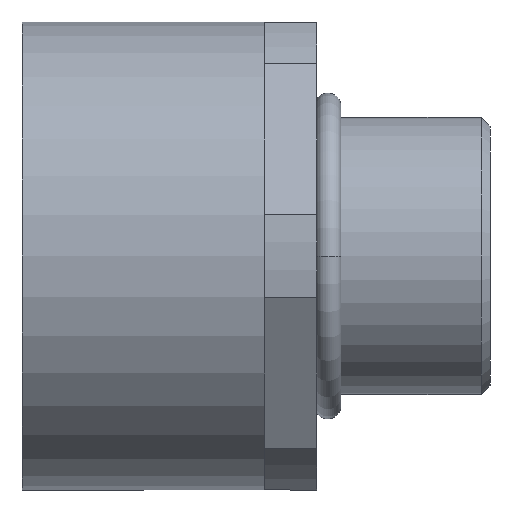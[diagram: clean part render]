
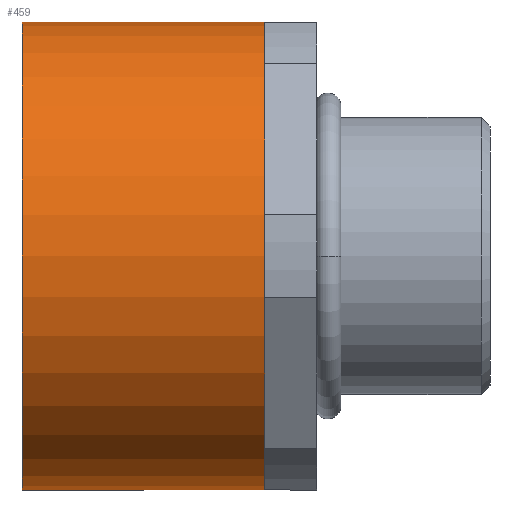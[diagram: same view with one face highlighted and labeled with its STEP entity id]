
A CAD part, left-side view. The second image highlights one B-rep face of the part: STEP entity #459.
In plain terms, the highlighted cylindrical face has radius 13.5 mm (diameter 27 mm), a partial arc.
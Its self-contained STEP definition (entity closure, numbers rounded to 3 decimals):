
#3 = EDGE_CURVE ( 'NONE', #115, #109, #811, .T. ) ;
#45 = VECTOR ( 'NONE', #1165, 1000. ) ;
#60 = AXIS2_PLACEMENT_3D ( 'NONE', #1120, #1121, #1122 ) ;
#74 = AXIS2_PLACEMENT_3D ( 'NONE', #1084, #1091, #1092 ) ;
#94 = AXIS2_PLACEMENT_3D ( 'NONE', #1033, #1040, #1041 ) ;
#109 = VERTEX_POINT ( 'NONE', #622 ) ;
#115 = VERTEX_POINT ( 'NONE', #628 ) ;
#116 = VERTEX_POINT ( 'NONE', #629 ) ;
#117 = VERTEX_POINT ( 'NONE', #630 ) ;
#132 = VERTEX_POINT ( 'NONE', #645 ) ;
#144 = VERTEX_POINT ( 'NONE', #657 ) ;
#184 = CIRCLE ( 'NONE', #60, 13.5 ) ;
#225 = EDGE_LOOP ( 'NONE', ( #321, #337, #263, #316, #264, #265 ) ) ;
#263 = ORIENTED_EDGE ( 'NONE', *, *, #700, .T. ) ;
#264 = ORIENTED_EDGE ( 'NONE', *, *, #741, .T. ) ;
#265 = ORIENTED_EDGE ( 'NONE', *, *, #487, .F. ) ;
#316 = ORIENTED_EDGE ( 'NONE', *, *, #727, .T. ) ;
#321 = ORIENTED_EDGE ( 'NONE', *, *, #3, .F. ) ;
#337 = ORIENTED_EDGE ( 'NONE', *, *, #717, .T. ) ;
#459 = ADVANCED_FACE ( 'NONE', ( #911 ), #912, .T. ) ;
#487 = EDGE_CURVE ( 'NONE', #109, #117, #598, .T. ) ;
#557 = CARTESIAN_POINT ( 'NONE',  ( 0., 10.909, 0. ) ) ;
#558 = DIRECTION ( 'NONE',  ( 0., 1., 0. ) ) ;
#559 = DIRECTION ( 'NONE',  ( 0., 0., 1. ) ) ;
#598 = CIRCLE ( 'NONE', #832, 13.5 ) ;
#613 = CIRCLE ( 'NONE', #94, 13.5 ) ;
#618 = CIRCLE ( 'NONE', #74, 13.5 ) ;
#622 = CARTESIAN_POINT ( 'NONE',  ( 0., 13., -13.5 ) ) ;
#628 = CARTESIAN_POINT ( 'NONE',  ( 0., -1., -13.5 ) ) ;
#629 = CARTESIAN_POINT ( 'NONE',  ( 0., -1., 13.5 ) ) ;
#630 = CARTESIAN_POINT ( 'NONE',  ( 0., 13., 13.5 ) ) ;
#645 = CARTESIAN_POINT ( 'NONE',  ( -11.691, -1., -6.75 ) ) ;
#657 = CARTESIAN_POINT ( 'NONE',  ( -11.691, -1., 6.75 ) ) ;
#700 = EDGE_CURVE ( 'NONE', #132, #144, #613, .T. ) ;
#717 = EDGE_CURVE ( 'NONE', #115, #132, #618, .T. ) ;
#727 = EDGE_CURVE ( 'NONE', #144, #116, #184, .T. ) ;
#741 = EDGE_CURVE ( 'NONE', #116, #117, #1163, .T. ) ;
#811 = LINE ( 'NONE', #812, #841 ) ;
#812 = CARTESIAN_POINT ( 'NONE',  ( 0., 10.909, -13.5 ) ) ;
#813 = DIRECTION ( 'NONE',  ( 0., 1., 0. ) ) ;
#832 = AXIS2_PLACEMENT_3D ( 'NONE', #958, #959, #960 ) ;
#841 = VECTOR ( 'NONE', #813, 1000. ) ;
#905 = AXIS2_PLACEMENT_3D ( 'NONE', #557, #558, #559 ) ;
#911 = FACE_OUTER_BOUND ( 'NONE', #225, .T. ) ;
#912 = CYLINDRICAL_SURFACE ( 'NONE', #905, 13.5 ) ;
#958 = CARTESIAN_POINT ( 'NONE',  ( 0., 13., 0. ) ) ;
#959 = DIRECTION ( 'NONE',  ( 0., 1., 0. ) ) ;
#960 = DIRECTION ( 'NONE',  ( 0., 0., 1. ) ) ;
#1033 = CARTESIAN_POINT ( 'NONE',  ( 0., -1., 0. ) ) ;
#1040 = DIRECTION ( 'NONE',  ( 0., 1., 0. ) ) ;
#1041 = DIRECTION ( 'NONE',  ( 0., 0., 1. ) ) ;
#1084 = CARTESIAN_POINT ( 'NONE',  ( 0., -1., 0. ) ) ;
#1091 = DIRECTION ( 'NONE',  ( 0., 1., 0. ) ) ;
#1092 = DIRECTION ( 'NONE',  ( 0., 0., 1. ) ) ;
#1120 = CARTESIAN_POINT ( 'NONE',  ( 0., -1., 0. ) ) ;
#1121 = DIRECTION ( 'NONE',  ( 0., 1., 0. ) ) ;
#1122 = DIRECTION ( 'NONE',  ( 0., 0., 1. ) ) ;
#1163 = LINE ( 'NONE', #1164, #45 ) ;
#1164 = CARTESIAN_POINT ( 'NONE',  ( 0., 10.909, 13.5 ) ) ;
#1165 = DIRECTION ( 'NONE',  ( 0., 1., 0. ) ) ;
